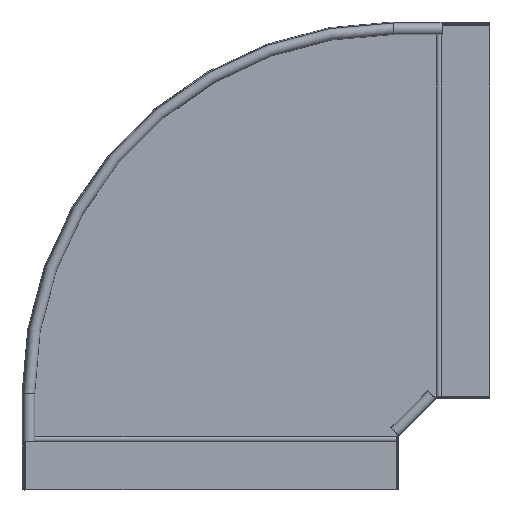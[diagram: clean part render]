
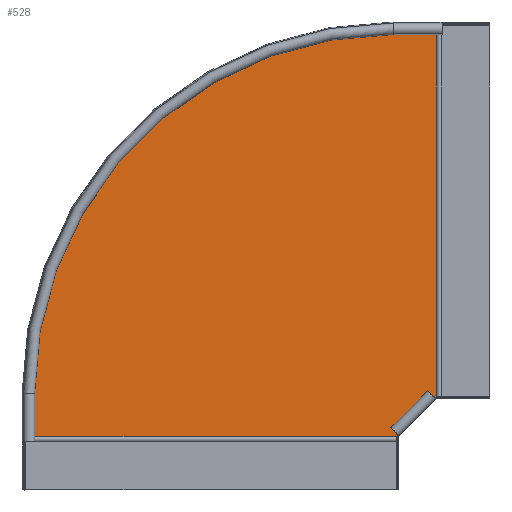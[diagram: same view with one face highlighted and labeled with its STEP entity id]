
A CAD part, top view. The second image highlights one B-rep face of the part: STEP entity #528.
In plain terms, the highlighted planar face has unit normal (0, 0, 1).
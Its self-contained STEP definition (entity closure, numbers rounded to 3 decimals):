
#33=DIRECTION('',(-1.,0.,0.));
#34=VECTOR('',#33,1.972);
#35=CARTESIAN_POINT('',(-57.328,100.35,0.));
#36=LINE('',#35,#34);
#60=DIRECTION('',(0.,-1.,0.));
#61=VECTOR('',#60,398.5);
#62=CARTESIAN_POINT('',(-57.328,498.85,0.));
#63=LINE('',#62,#61);
#68=DIRECTION('',(0.707,0.707,0.));
#69=VECTOR('',#68,58.053);
#70=CARTESIAN_POINT('',(-100.35,59.3,0.));
#71=LINE('',#70,#69);
#72=CARTESIAN_POINT('',(-101.85,101.85,0.));
#73=DIRECTION('',(0.,0.,1.));
#74=DIRECTION('',(0.,1.,0.));
#75=AXIS2_PLACEMENT_3D('',#72,#73,#74);
#180=DIRECTION('',(1.,0.,0.));
#181=VECTOR('',#180,44.522);
#182=CARTESIAN_POINT('',(-101.85,498.85,0.));
#183=LINE('',#182,#181);
#207=DIRECTION('',(0.,1.,0.));
#208=VECTOR('',#207,44.522);
#209=CARTESIAN_POINT('',(-498.85,57.328,0.));
#210=LINE('',#209,#208);
#269=DIRECTION('',(0.,-1.,0.));
#270=VECTOR('',#269,1.972);
#271=CARTESIAN_POINT('',(-100.35,59.3,0.));
#272=LINE('',#271,#270);
#324=DIRECTION('',(-1.,0.,0.));
#325=VECTOR('',#324,398.5);
#326=CARTESIAN_POINT('',(-100.35,57.328,0.));
#327=LINE('',#326,#325);
#344=CARTESIAN_POINT('',(-59.3,100.35,0.));
#346=VERTEX_POINT('',#344);
#362=CARTESIAN_POINT('',(-57.328,100.35,0.));
#363=VERTEX_POINT('',#362);
#367=CARTESIAN_POINT('',(-100.35,59.3,0.));
#368=VERTEX_POINT('',#367);
#369=CARTESIAN_POINT('',(-100.35,57.328,0.));
#370=VERTEX_POINT('',#369);
#371=CARTESIAN_POINT('',(-101.85,498.85,0.));
#372=CARTESIAN_POINT('',(-57.328,498.85,0.));
#373=VERTEX_POINT('',#371);
#374=VERTEX_POINT('',#372);
#375=CARTESIAN_POINT('',(-498.85,101.85,0.));
#376=VERTEX_POINT('',#375);
#377=CARTESIAN_POINT('',(-498.85,57.328,0.));
#378=VERTEX_POINT('',#377);
#507=CARTESIAN_POINT('',(-101.85,101.85,0.));
#508=DIRECTION('',(0.,0.,-1.));
#509=DIRECTION('',(-1.,0.,0.));
#510=AXIS2_PLACEMENT_3D('',#507,#508,#509);
#511=PLANE('',#510);
#513=ORIENTED_EDGE('',*,*,#512,.F.);
#515=ORIENTED_EDGE('',*,*,#514,.T.);
#517=ORIENTED_EDGE('',*,*,#516,.T.);
#519=ORIENTED_EDGE('',*,*,#518,.T.);
#521=ORIENTED_EDGE('',*,*,#520,.F.);
#523=ORIENTED_EDGE('',*,*,#522,.T.);
#524=ORIENTED_EDGE('',*,*,#499,.T.);
#525=ORIENTED_EDGE('',*,*,#439,.T.);
#526=EDGE_LOOP('',(#513,#515,#517,#519,#521,#523,#524,#525));
#527=FACE_OUTER_BOUND('',#526,.F.);
#528=ADVANCED_FACE('',(#527),#511,.F.);
#76=CIRCLE('',#75,397.);
#439=EDGE_CURVE('',#363,#346,#36,.T.);
#499=EDGE_CURVE('',#374,#363,#63,.T.);
#512=EDGE_CURVE('',#368,#346,#71,.T.);
#514=EDGE_CURVE('',#368,#370,#272,.T.);
#516=EDGE_CURVE('',#370,#378,#327,.T.);
#518=EDGE_CURVE('',#378,#376,#210,.T.);
#520=EDGE_CURVE('',#373,#376,#76,.T.);
#522=EDGE_CURVE('',#373,#374,#183,.T.);
